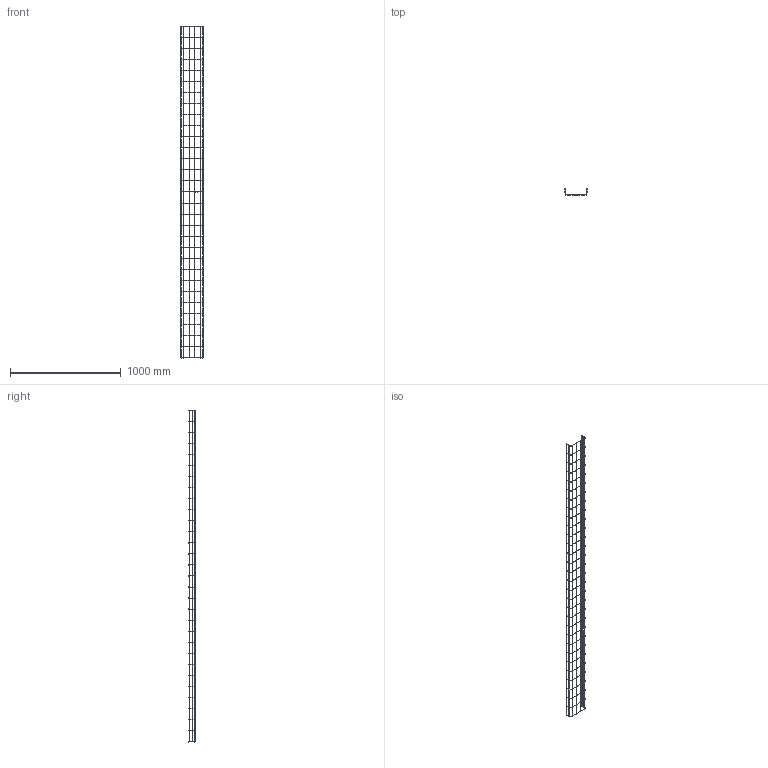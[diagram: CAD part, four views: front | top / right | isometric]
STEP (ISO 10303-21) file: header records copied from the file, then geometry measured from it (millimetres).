
FILE_DESCRIPTION (( 'STEP AP214' ), '1' );
FILE_NAME ('600485383_KSTP1.stp', '2018-09-27T11:03:25', ( '' ), ( '' ), 'SwSTEP 2.0', 'SolidWorks 2016', '' );
FILE_SCHEMA (( 'AUTOMOTIVE_DESIGN' ));
Length unit declared in the file: millimetre
Products named in the file (1): 600485383_KSTP1
Bounding box: 200 x 58 x 3003.8 mm (x, y, z)
Volume: 373783 mm3; surface area: 391523.1 mm2
Topology: 1 solids, 1 shells, 410 faces, 1870 edges, 1164 vertices
Faces by surface type: cylinder 202, torus 124, plane 84
Entity records: 30012 total; most frequent: CARTESIAN_POINT 16057, ORIENTED_EDGE 3740, DIRECTION 2170, EDGE_CURVE 1870, VERTEX_POINT 1164, AXIS2_PLACEMENT_3D 793, B_SPLINE_CURVE_WITH_KNOTS 746, VECTOR 584
